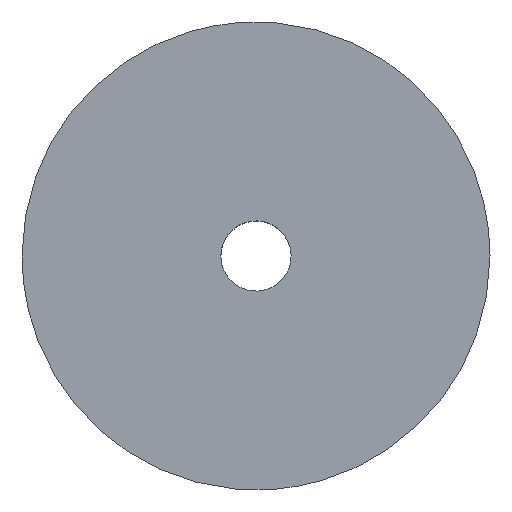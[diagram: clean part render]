
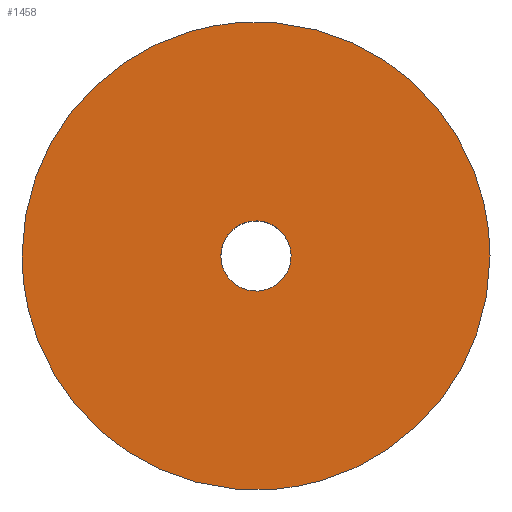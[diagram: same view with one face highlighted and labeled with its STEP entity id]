
A CAD part, top view. The second image highlights one B-rep face of the part: STEP entity #1458.
In plain terms, the highlighted free-form (B-spline) face has degree [1, 1] with [2, 2] control points.
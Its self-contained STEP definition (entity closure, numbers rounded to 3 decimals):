
#545=CARTESIAN_POINT('',(0.785,-9.969,12.));
#546=VERTEX_POINT('',#545);
#552=CARTESIAN_POINT('',(-10.0,0.0,12.0));
#553=VERTEX_POINT('',#552);
#554=CARTESIAN_POINT('',(0.785,-9.969,12.));
#555=CARTESIAN_POINT('',(0.393,-10.,12.));
#556=CARTESIAN_POINT('',(0.,-10.,12.));
#557=CARTESIAN_POINT('',(-10.,-10.,12.));
#558=CARTESIAN_POINT('',(-10.0,0.0,12.0));
#566=(BOUNDED_CURVE()B_SPLINE_CURVE(2,(#554,#555,#556,#557,#558),.UNSPECIFIED.,.F.,.U.)B_SPLINE_CURVE_WITH_KNOTS((3,2,3),(0.736,0.75,1.0),.UNSPECIFIED.)CURVE()GEOMETRIC_REPRESENTATION_ITEM()RATIONAL_B_SPLINE_CURVE((0.97,0.984,1.0,0.707,1.0))REPRESENTATION_ITEM(''));
#567=EDGE_CURVE('',#546,#553,#566,.T.);
#569=CARTESIAN_POINT('',(-0.785,9.969,12.));
#570=VERTEX_POINT('',#569);
#571=CARTESIAN_POINT('',(-10.0,0.0,12.0));
#572=CARTESIAN_POINT('',(-10.,9.244,12.));
#573=CARTESIAN_POINT('',(-0.785,9.969,12.));
#581=(BOUNDED_CURVE()B_SPLINE_CURVE(2,(#571,#572,#573),.UNSPECIFIED.,.F.,.U.)B_SPLINE_CURVE_WITH_KNOTS((3,3),(0.0,0.236),.UNSPECIFIED.)CURVE()GEOMETRIC_REPRESENTATION_ITEM()RATIONAL_B_SPLINE_CURVE((1.0,0.723,0.97))REPRESENTATION_ITEM(''));
#582=EDGE_CURVE('',#553,#570,#581,.T.);
#628=CARTESIAN_POINT('',(10.0,0.0,12.0));
#629=VERTEX_POINT('',#628);
#630=CARTESIAN_POINT('',(-0.785,9.969,12.));
#631=CARTESIAN_POINT('',(-0.393,10.,12.));
#632=CARTESIAN_POINT('',(0.,10.,12.));
#633=CARTESIAN_POINT('',(10.,10.,12.));
#634=CARTESIAN_POINT('',(10.0,0.0,12.0));
#642=(BOUNDED_CURVE()B_SPLINE_CURVE(2,(#630,#631,#632,#633,#634),.UNSPECIFIED.,.F.,.U.)B_SPLINE_CURVE_WITH_KNOTS((3,2,3),(0.236,0.25,0.5),.UNSPECIFIED.)CURVE()GEOMETRIC_REPRESENTATION_ITEM()RATIONAL_B_SPLINE_CURVE((0.97,0.984,1.0,0.707,1.0))REPRESENTATION_ITEM(''));
#643=EDGE_CURVE('',#570,#629,#642,.T.);
#645=CARTESIAN_POINT('',(10.0,0.0,12.0));
#646=CARTESIAN_POINT('',(10.,-9.244,12.));
#647=CARTESIAN_POINT('',(0.785,-9.969,12.));
#655=(BOUNDED_CURVE()B_SPLINE_CURVE(2,(#645,#646,#647),.UNSPECIFIED.,.F.,.U.)B_SPLINE_CURVE_WITH_KNOTS((3,3),(0.5,0.736),.UNSPECIFIED.)CURVE()GEOMETRIC_REPRESENTATION_ITEM()RATIONAL_B_SPLINE_CURVE((1.0,0.723,0.97))REPRESENTATION_ITEM(''));
#656=EDGE_CURVE('',#629,#546,#655,.T.);
#697=CARTESIAN_POINT('',(-0.177,1.49,12.0));
#698=VERTEX_POINT('',#697);
#699=CARTESIAN_POINT('',(1.5,0.0,12.0));
#700=VERTEX_POINT('',#699);
#701=CARTESIAN_POINT('',(-0.177,1.49,12.));
#702=CARTESIAN_POINT('',(-0.089,1.5,12.0));
#703=CARTESIAN_POINT('',(0.0,1.5,12.0));
#704=CARTESIAN_POINT('',(1.5,1.5,12.0));
#705=CARTESIAN_POINT('',(1.5,0.0,12.0));
#713=(BOUNDED_CURVE()B_SPLINE_CURVE(2,(#701,#702,#703,#704,#705),.UNSPECIFIED.,.F.,.U.)B_SPLINE_CURVE_WITH_KNOTS((3,2,3),(0.23,0.25,0.5),.UNSPECIFIED.)CURVE()GEOMETRIC_REPRESENTATION_ITEM()RATIONAL_B_SPLINE_CURVE((0.956,0.976,1.0,0.707,1.0))REPRESENTATION_ITEM(''));
#714=EDGE_CURVE('',#698,#700,#713,.T.);
#755=CARTESIAN_POINT('',(0.092,-1.497,12.0));
#756=VERTEX_POINT('',#755);
#762=CARTESIAN_POINT('',(1.5,0.0,12.0));
#763=CARTESIAN_POINT('',(1.5,-1.411,12.0));
#764=CARTESIAN_POINT('',(0.092,-1.497,12.0));
#772=(BOUNDED_CURVE()B_SPLINE_CURVE(2,(#762,#763,#764),.UNSPECIFIED.,.F.,.U.)B_SPLINE_CURVE_WITH_KNOTS((3,3),(0.5,0.739),.UNSPECIFIED.)CURVE()GEOMETRIC_REPRESENTATION_ITEM()RATIONAL_B_SPLINE_CURVE((1.0,0.72,0.976))REPRESENTATION_ITEM(''));
#773=EDGE_CURVE('',#700,#756,#772,.T.);
#796=CARTESIAN_POINT('',(-1.5,0.0,12.0));
#797=VERTEX_POINT('',#796);
#798=CARTESIAN_POINT('',(-1.5,0.0,12.0));
#799=CARTESIAN_POINT('',(-1.5,1.332,12.0));
#800=CARTESIAN_POINT('',(-0.177,1.49,12.));
#808=(BOUNDED_CURVE()B_SPLINE_CURVE(2,(#798,#799,#800),.UNSPECIFIED.,.F.,.U.)B_SPLINE_CURVE_WITH_KNOTS((3,3),(0.0,0.23),.UNSPECIFIED.)CURVE()GEOMETRIC_REPRESENTATION_ITEM()RATIONAL_B_SPLINE_CURVE((1.0,0.731,0.956))REPRESENTATION_ITEM(''));
#809=EDGE_CURVE('',#797,#698,#808,.T.);
#811=CARTESIAN_POINT('',(0.092,-1.497,12.));
#812=CARTESIAN_POINT('',(0.046,-1.5,12.));
#813=CARTESIAN_POINT('',(0.0,-1.5,12.0));
#814=CARTESIAN_POINT('',(-1.5,-1.5,12.0));
#815=CARTESIAN_POINT('',(-1.5,0.0,12.0));
#823=(BOUNDED_CURVE()B_SPLINE_CURVE(2,(#811,#812,#813,#814,#815),.UNSPECIFIED.,.F.,.U.)B_SPLINE_CURVE_WITH_KNOTS((3,2,3),(0.739,0.75,1.0),.UNSPECIFIED.)CURVE()GEOMETRIC_REPRESENTATION_ITEM()RATIONAL_B_SPLINE_CURVE((0.976,0.988,1.0,0.707,1.0))REPRESENTATION_ITEM(''));
#824=EDGE_CURVE('',#756,#797,#823,.T.);
#1441=CARTESIAN_POINT('',(10.999,-10.996,12.0));
#1442=CARTESIAN_POINT('',(-10.999,-10.996,12.0));
#1443=CARTESIAN_POINT('',(10.999,10.996,12.0));
#1444=CARTESIAN_POINT('',(-10.999,10.996,12.0));
#1445=B_SPLINE_SURFACE_WITH_KNOTS('',1,1,((#1441,#1443),(#1442,#1444)),.UNSPECIFIED.,.F.,.F.,.U.,(2,2),(2,2),(0.0,21.998),(0.0,21.992),.UNSPECIFIED.);
#1446=ORIENTED_EDGE('',*,*,#567,.F.);
#1447=ORIENTED_EDGE('',*,*,#656,.F.);
#1448=ORIENTED_EDGE('',*,*,#643,.F.);
#1449=ORIENTED_EDGE('',*,*,#582,.F.);
#1450=EDGE_LOOP('',(#1446,#1447,#1448,#1449));
#1451=FACE_OUTER_BOUND('',#1450,.T.);
#1452=ORIENTED_EDGE('',*,*,#773,.T.);
#1453=ORIENTED_EDGE('',*,*,#824,.T.);
#1454=ORIENTED_EDGE('',*,*,#809,.T.);
#1455=ORIENTED_EDGE('',*,*,#714,.T.);
#1456=EDGE_LOOP('',(#1452,#1453,#1454,#1455));
#1457=FACE_BOUND('',#1456,.T.);
#1458=ADVANCED_FACE('',(#1451,#1457),#1445,.F.);
